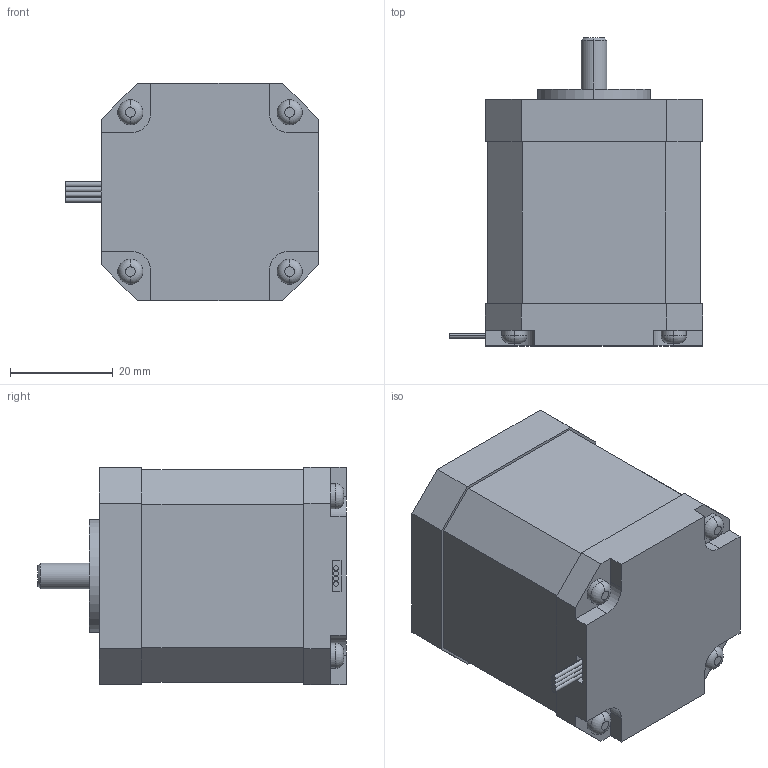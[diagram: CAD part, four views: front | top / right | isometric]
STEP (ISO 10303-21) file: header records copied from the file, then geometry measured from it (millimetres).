
FILE_DESCRIPTION (( 'STEP AP214' ), '1' );
FILE_NAME ('StepperNema17.STEP', '2024-02-18T10:00:36', ( '' ), ( '' ), 'SwSTEP 2.0', '', '' );
FILE_SCHEMA (( 'AUTOMOTIVE_DESIGN' ));
Length unit declared in the file: millimetre
Products named in the file (1): StepperNema17
Bounding box: 49.3 x 60 x 42.3 mm (x, y, z)
Volume: 78836.9 mm3; surface area: 11596.9 mm2
Topology: 1 solids, 1 shells, 104 faces, 242 edges, 158 vertices
Faces by surface type: plane 60, cylinder 34, torus 8, cone 2
Entity records: 3094 total; most frequent: DIRECTION 538, CARTESIAN_POINT 505, ORIENTED_EDGE 484, EDGE_CURVE 242, AXIS2_PLACEMENT_3D 191, VERTEX_POINT 158, VECTOR 156, LINE 156
